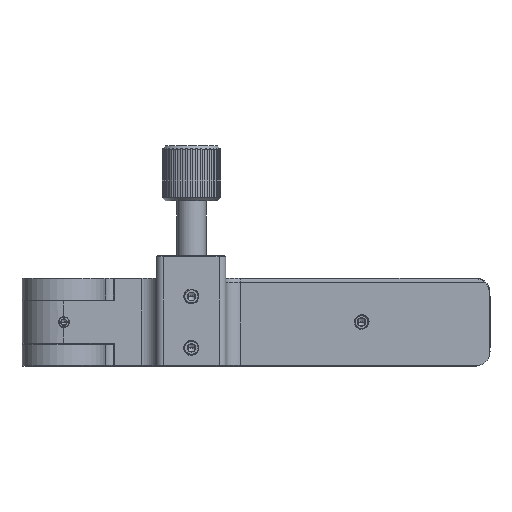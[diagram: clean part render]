
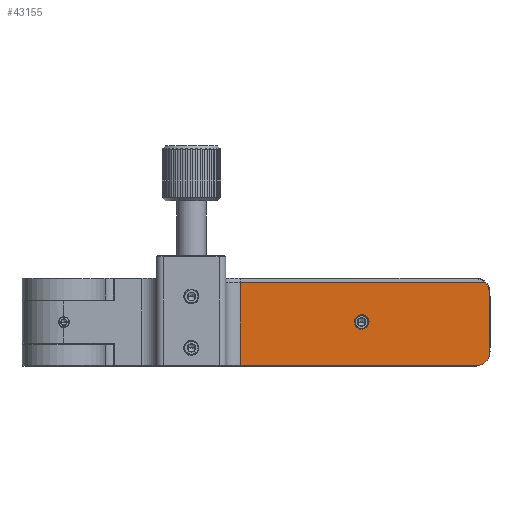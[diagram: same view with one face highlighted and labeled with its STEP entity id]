
A CAD part, front view. The second image highlights one B-rep face of the part: STEP entity #43155.
In plain terms, the highlighted face is planar.
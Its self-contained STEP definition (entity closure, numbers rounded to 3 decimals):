
#37104=CARTESIAN_POINT('',(54.,19.661,20.));
#37105=DIRECTION('',(0.,1.,0.));
#37106=DIRECTION('',(0.312,0.,0.95));
#37107=AXIS2_PLACEMENT_3D('',#37104,#37105,#37106);
#37109=DIRECTION('',(-1.,0.,0.));
#37110=VECTOR('',#37109,65.249);
#37111=CARTESIAN_POINT('',(55.249,19.661,23.8));
#37112=LINE('',#37111,#37110);
#37113=DIRECTION('',(0.,0.,1.));
#37114=VECTOR('',#37113,22.551);
#37115=CARTESIAN_POINT('',(-10.,19.661,1.249));
#37116=LINE('',#37115,#37114);
#37117=DIRECTION('',(-1.,0.,0.));
#37118=VECTOR('',#37117,66.621);
#37119=CARTESIAN_POINT('',(56.621,19.661,1.249));
#37120=LINE('',#37119,#37118);
#37121=CARTESIAN_POINT('',(54.,19.661,4.));
#37122=DIRECTION('',(0.,-1.,0.));
#37123=DIRECTION('',(0.69,0.,-0.724));
#37124=AXIS2_PLACEMENT_3D('',#37121,#37122,#37123);
#37126=DIRECTION('',(0.,0.,1.));
#37127=VECTOR('',#37126,17.249);
#37128=CARTESIAN_POINT('',(57.8,19.661,4.));
#37129=LINE('',#37128,#37127);
#37130=CARTESIAN_POINT('',(23.682,19.661,10.072));
#37131=CARTESIAN_POINT('',(23.501,19.661,10.019));
#37132=CARTESIAN_POINT('',(23.141,19.661,9.967));
#37133=CARTESIAN_POINT('',(22.592,19.661,10.037));
#37134=CARTESIAN_POINT('',(22.272,19.661,10.171));
#37135=CARTESIAN_POINT('',(22.118,19.661,10.261));
#37137=CARTESIAN_POINT('',(24.779,19.661,11.202));
#37138=CARTESIAN_POINT('',(24.716,19.661,11.034));
#37139=CARTESIAN_POINT('',(24.549,19.661,10.726));
#37140=CARTESIAN_POINT('',(24.168,19.661,10.33));
#37141=CARTESIAN_POINT('',(23.856,19.661,10.145));
#37142=CARTESIAN_POINT('',(23.682,19.661,10.072));
#39174=CARTESIAN_POINT('',(23.,19.661,12.));
#39175=DIRECTION('',(0.,-1.,0.));
#39176=DIRECTION('',(0.913,0.,-0.409));
#39177=AXIS2_PLACEMENT_3D('',#39174,#39175,#39176);
#41509=CARTESIAN_POINT('',(-10.,19.661,1.249));
#41510=VERTEX_POINT('',#41509);
#41513=CARTESIAN_POINT('',(-10.,19.661,
23.8));
#41514=VERTEX_POINT('',#41513);
#41515=CARTESIAN_POINT('',(55.249,19.661,23.8));
#41516=CARTESIAN_POINT('',(57.8,19.661,21.249));
#41517=VERTEX_POINT('',#41515);
#41518=VERTEX_POINT('',#41516);
#41521=CARTESIAN_POINT('',(56.621,19.661,1.249));
#41522=VERTEX_POINT('',#41521);
#41635=VERTEX_POINT('',#37130);
#41636=VERTEX_POINT('',#37135);
#41637=VERTEX_POINT('',#37137);
#41664=CARTESIAN_POINT('',(57.8,19.661,4.));
#41665=VERTEX_POINT('',#41664);
#43130=CARTESIAN_POINT('',(58.,19.661,0.));
#43131=DIRECTION('',(0.,1.,0.));
#43132=DIRECTION('',(-1.,0.,0.));
#43133=AXIS2_PLACEMENT_3D('',#43130,#43131,#43132);
#43134=PLANE('',#43133);
#43135=ORIENTED_EDGE('',*,*,#43051,.F.);
#43137=ORIENTED_EDGE('',*,*,#43136,.T.);
#43139=ORIENTED_EDGE('',*,*,#43138,.F.);
#43141=ORIENTED_EDGE('',*,*,#43140,.F.);
#43143=ORIENTED_EDGE('',*,*,#43142,.T.);
#43144=ORIENTED_EDGE('',*,*,#43122,.T.);
#43145=EDGE_LOOP('',(#43135,#43137,#43139,#43141,#43143,#43144));
#43146=FACE_OUTER_BOUND('',#43145,.F.);
#43148=ORIENTED_EDGE('',*,*,#43147,.T.);
#43150=ORIENTED_EDGE('',*,*,#43149,.F.);
#43152=ORIENTED_EDGE('',*,*,#43151,.T.);
#43153=EDGE_LOOP('',(#43148,#43150,#43152));
#43154=FACE_BOUND('',#43153,.F.);
#43155=ADVANCED_FACE('',(#43146,#43154),#43134,.T.);
#37108=CIRCLE('',#37107,4.);
#37125=CIRCLE('',#37124,3.8);
#37136=B_SPLINE_CURVE_WITH_KNOTS('',3,(#37130,#37131,#37132,#37133,#37134,
#37135),.UNSPECIFIED.,.F.,.F.,(4,1,1,4),(0.,0.333,
0.667,1.),.UNSPECIFIED.);
#37143=B_SPLINE_CURVE_WITH_KNOTS('',3,(#37137,#37138,#37139,#37140,#37141,
#37142),.UNSPECIFIED.,.F.,.F.,(4,1,1,4),(0.,0.333,
0.667,1.),.UNSPECIFIED.);
#39178=CIRCLE('',#39177,1.95);
#43051=EDGE_CURVE('',#41517,#41518,#37108,.T.);
#43122=EDGE_CURVE('',#41665,#41518,#37129,.T.);
#43136=EDGE_CURVE('',#41517,#41514,#37112,.T.);
#43138=EDGE_CURVE('',#41510,#41514,#37116,.T.);
#43140=EDGE_CURVE('',#41522,#41510,#37120,.T.);
#43142=EDGE_CURVE('',#41522,#41665,#37125,.T.);
#43147=EDGE_CURVE('',#41635,#41636,#37136,.T.);
#43149=EDGE_CURVE('',#41637,#41636,#39178,.T.);
#43151=EDGE_CURVE('',#41637,#41635,#37143,.T.);
